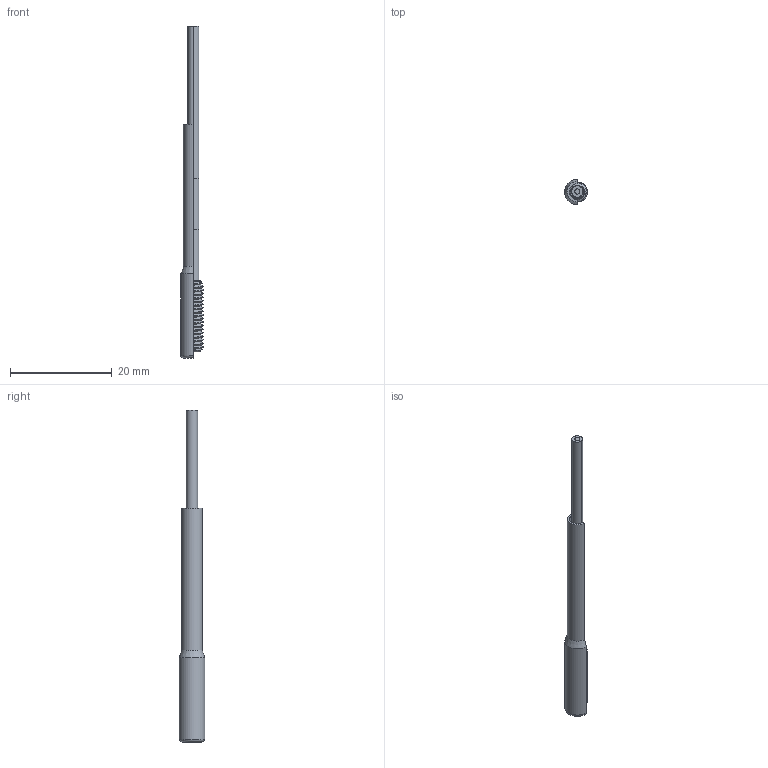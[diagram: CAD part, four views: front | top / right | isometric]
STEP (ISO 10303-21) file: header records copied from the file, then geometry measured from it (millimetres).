
FILE_DESCRIPTION((''),'2;1');
FILE_NAME('193957_ASM','2016-03-09T',('pdmadmin'),(''),'PRO/ENGINEER BY PARAMETRIC TECHNOLOGY CORPORATION, 2013230','PRO/ENGINEER BY PARAMETRIC TECHNOLOGY CORPORATION, 2013230','');
FILE_SCHEMA(('CONFIG_CONTROL_DESIGN'));
Length unit declared in the file: inch
Products named in the file (6): 39140; 10140; FIBER_CORE_1MM; 39462_ASSEMBLY_DWG_; 56074_ASM; 193957_ASM
Assembly tree (5 placements, depth 3):
  193957_ASM
    56074_ASM
      39140
      10140
      FIBER_CORE_1MM
      39462_ASSEMBLY_DWG_
Bounding box: 4.45 x 5 x 65.2 mm (x, y, z)
Volume: 370.5 mm3; surface area: 1834.5 mm2
Topology: 4 solids, 5 shells, 91 faces, 232 edges, 149 vertices
Faces by surface type: cylinder 56, bspline 16, plane 10, cone 8, torus 1
Entity records: 7723 total; most frequent: CARTESIAN_POINT 5556, ORIENTED_EDGE 460, DIRECTION 365, EDGE_CURVE 232, VERTEX_POINT 149, AXIS2_PLACEMENT_3D 141, B_SPLINE_CURVE_WITH_KNOTS 100, EDGE_LOOP 95
